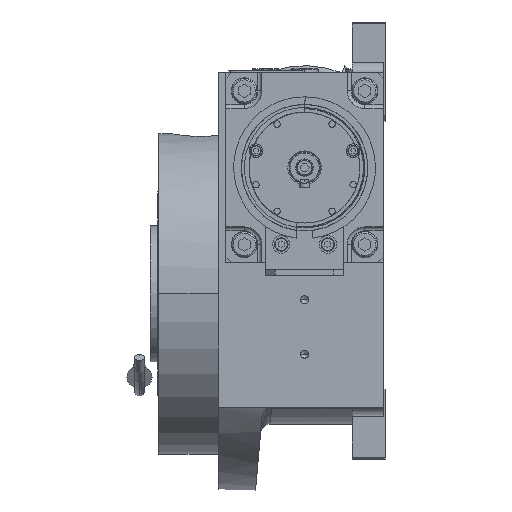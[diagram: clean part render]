
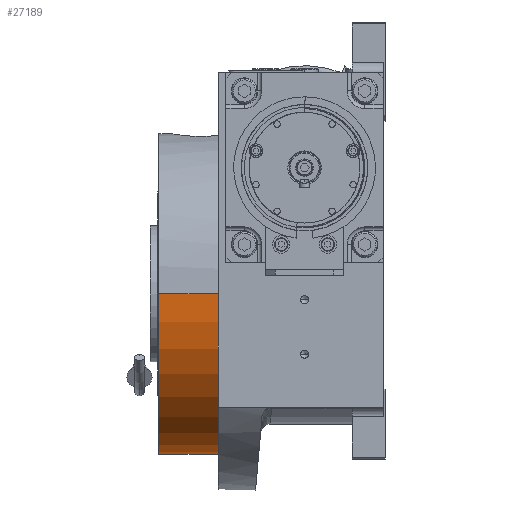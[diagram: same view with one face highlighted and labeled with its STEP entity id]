
A CAD part, left-side view. The second image highlights one B-rep face of the part: STEP entity #27189.
In plain terms, the highlighted cylindrical face has radius 82.5 mm (diameter 165 mm), a partial arc.
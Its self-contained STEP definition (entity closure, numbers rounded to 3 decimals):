
#1294 = FACE_OUTER_BOUND ( 'NONE', #34289, .T. ) ;
#10804 = DIRECTION ( 'NONE',  ( 0., 0., 1. ) ) ;
#14359 = DIRECTION ( 'NONE',  ( 0., 0., 1. ) ) ;
#16112 = DIRECTION ( 'NONE',  ( 0., 0., 1. ) ) ;
#16445 = CARTESIAN_POINT ( 'NONE',  ( -82.5, 0., 30.5 ) ) ;
#16505 = ORIENTED_EDGE ( 'NONE', *, *, #63261, .T. ) ;
#20533 = VERTEX_POINT ( 'NONE', #16445 ) ;
#22721 = AXIS2_PLACEMENT_3D ( 'NONE', #40855, #16112, #34350 ) ;
#27189 = ADVANCED_FACE ( 'NONE', ( #1294 ), #61645, .T. ) ;
#27225 = DIRECTION ( 'NONE',  ( 0., 0., 1. ) ) ;
#27782 = CARTESIAN_POINT ( 'NONE',  ( 0., 0., 0. ) ) ;
#29334 = CARTESIAN_POINT ( 'NONE',  ( 82.5, 0., 30.5 ) ) ;
#31074 = EDGE_CURVE ( 'NONE', #81204, #71923, #81375, .T. ) ;
#34289 = EDGE_LOOP ( 'NONE', ( #53134, #36878, #36735, #16505 ) ) ;
#34350 = DIRECTION ( 'NONE',  ( 1., 0., 0. ) ) ;
#36735 = ORIENTED_EDGE ( 'NONE', *, *, #31074, .F. ) ;
#36878 = ORIENTED_EDGE ( 'NONE', *, *, #50579, .F. ) ;
#40766 = CIRCLE ( 'NONE', #22721, 82.5 ) ;
#40855 = CARTESIAN_POINT ( 'NONE',  ( 0., 0., 0. ) ) ;
#41276 = DIRECTION ( 'NONE',  ( 1., 0., 0. ) ) ;
#45609 = CARTESIAN_POINT ( 'NONE',  ( 82.5, 0., 0. ) ) ;
#47545 = CARTESIAN_POINT ( 'NONE',  ( 82.5, 0., 0. ) ) ;
#47762 = EDGE_CURVE ( 'NONE', #74649, #20533, #58910, .T. ) ;
#48826 = DIRECTION ( 'NONE',  ( 0., 0., 1. ) ) ;
#50260 = CIRCLE ( 'NONE', #84905, 82.5 ) ;
#50579 = EDGE_CURVE ( 'NONE', #71923, #20533, #50260, .T. ) ;
#53134 = ORIENTED_EDGE ( 'NONE', *, *, #47762, .T. ) ;
#53710 = CARTESIAN_POINT ( 'NONE',  ( -82.5, 0., 0. ) ) ;
#56297 = CARTESIAN_POINT ( 'NONE',  ( -82.5, 0., 0. ) ) ;
#58169 = VECTOR ( 'NONE', #27225, 1000. ) ;
#58910 = LINE ( 'NONE', #53710, #58169 ) ;
#61645 = CYLINDRICAL_SURFACE ( 'NONE', #66841, 82.5 ) ;
#63261 = EDGE_CURVE ( 'NONE', #81204, #74649, #40766, .T. ) ;
#66841 = AXIS2_PLACEMENT_3D ( 'NONE', #27782, #14359, #41276 ) ;
#71923 = VERTEX_POINT ( 'NONE', #29334 ) ;
#74649 = VERTEX_POINT ( 'NONE', #56297 ) ;
#77191 = DIRECTION ( 'NONE',  ( 1., 0., 0. ) ) ;
#81204 = VERTEX_POINT ( 'NONE', #45609 ) ;
#81375 = LINE ( 'NONE', #47545, #83550 ) ;
#83550 = VECTOR ( 'NONE', #48826, 1000. ) ;
#84097 = CARTESIAN_POINT ( 'NONE',  ( 0., 0., 30.5 ) ) ;
#84905 = AXIS2_PLACEMENT_3D ( 'NONE', #84097, #10804, #77191 ) ;
